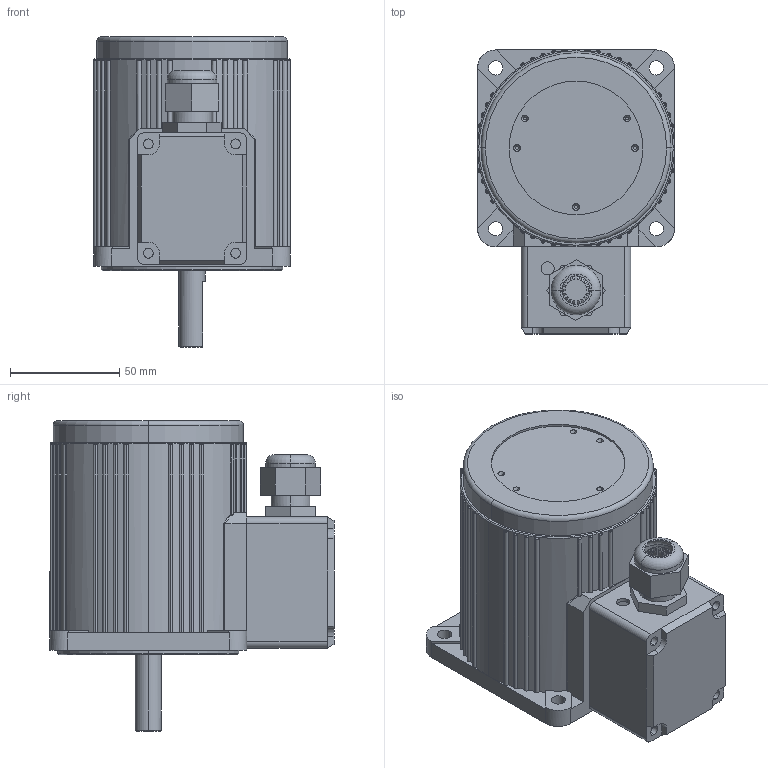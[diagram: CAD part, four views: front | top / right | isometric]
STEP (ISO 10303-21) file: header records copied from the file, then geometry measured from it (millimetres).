
FILE_DESCRIPTION (( 'STEP AP203' ), '1' );
FILE_NAME ('5IK40A-T.STEP', '2020-01-08T11:15:53', ( 'Sky123.Org' ), ( 'Sky123.Org' ), 'SwSTEP 2.0', 'SolidWorks 2014', '' );
FILE_SCHEMA (( 'CONFIG_CONTROL_DESIGN' ));
Length unit declared in the file: millimetre
Products named in the file (6): NPT1-2つ踡芛; NPT1-2萇擢芛蚾饜极; 5IK40A-T; 5IK40A; 峚倰萇儂諉盄碟02; NPT1-2萇擢芛
Assembly tree (5 placements, depth 3):
  5IK40A-T
    5IK40A
    峚倰萇儂諉盄碟02
    NPT1-2萇擢芛蚾饜极
      NPT1-2萇擢芛
      NPT1-2つ踡芛
Bounding box: 90 x 130 x 142 mm (x, y, z)
Volume: 730901.9 mm3; surface area: 84080.7 mm2
Topology: 4 solids, 4 shells, 519 faces, 1367 edges, 874 vertices
Faces by surface type: plane 218, cylinder 172, torus 112, cone 15, bspline 2
Entity records: 17655 total; most frequent: CARTESIAN_POINT 3921, DIRECTION 2882, ORIENTED_EDGE 2734, EDGE_CURVE 1367, AXIS2_PLACEMENT_3D 1143, VERTEX_POINT 874, CIRCLE 617, LINE 596
